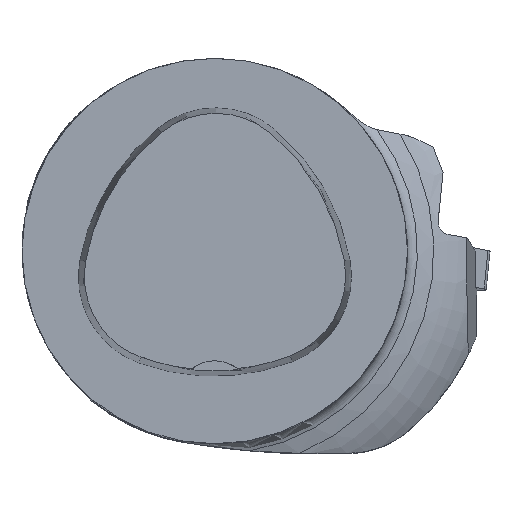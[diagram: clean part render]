
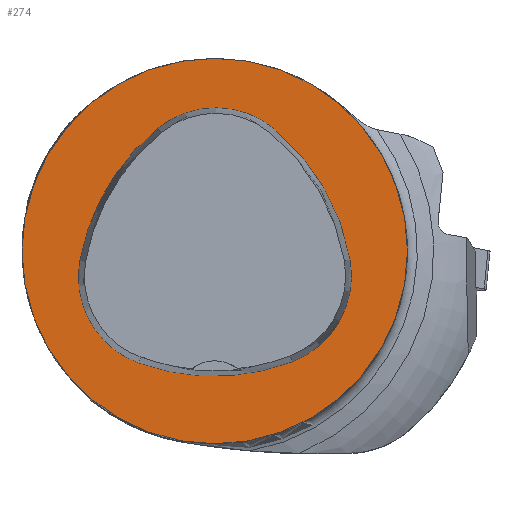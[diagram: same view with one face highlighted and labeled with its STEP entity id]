
A CAD part, top view. The second image highlights one B-rep face of the part: STEP entity #274.
In plain terms, the highlighted planar face has unit normal (0, 0, 1).
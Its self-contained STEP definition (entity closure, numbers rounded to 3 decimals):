
#106=FACE_BOUND('',#490,.T.);
#107=FACE_BOUND('',#491,.T.);
#175=CIRCLE('',#1728,31.5);
#188=CIRCLE('',#1768,36.);
#190=CIRCLE('',#1771,15.);
#192=CIRCLE('',#1774,36.);
#194=CIRCLE('',#1777,15.);
#198=CIRCLE('',#1782,36.);
#200=CIRCLE('',#1785,15.);
#274=ADVANCED_FACE('',(#106,#107),#324,.T.);
#324=PLANE('',#1790);
#490=EDGE_LOOP('',(#910,#911,#912,#913,#914,#915));
#491=EDGE_LOOP('',(#916));
#910=ORIENTED_EDGE('',*,*,#1326,.T.);
#911=ORIENTED_EDGE('',*,*,#1306,.T.);
#912=ORIENTED_EDGE('',*,*,#1310,.T.);
#913=ORIENTED_EDGE('',*,*,#1313,.T.);
#914=ORIENTED_EDGE('',*,*,#1316,.T.);
#915=ORIENTED_EDGE('',*,*,#1324,.T.);
#916=ORIENTED_EDGE('',*,*,#1280,.F.);
#1102=VERTEX_POINT('',#2671);
#1115=VERTEX_POINT('',#2733);
#1116=VERTEX_POINT('',#2734);
#1119=VERTEX_POINT('',#2742);
#1121=VERTEX_POINT('',#2748);
#1123=VERTEX_POINT('',#2754);
#1130=VERTEX_POINT('',#2775);
#1280=EDGE_CURVE('',#1102,#1102,#175,.T.);
#1306=EDGE_CURVE('',#1115,#1116,#188,.T.);
#1310=EDGE_CURVE('',#1116,#1119,#190,.T.);
#1313=EDGE_CURVE('',#1119,#1121,#192,.T.);
#1316=EDGE_CURVE('',#1121,#1123,#194,.T.);
#1324=EDGE_CURVE('',#1123,#1130,#198,.T.);
#1326=EDGE_CURVE('',#1130,#1115,#200,.T.);
#1728=AXIS2_PLACEMENT_3D('',#2670,#2047,#2048);
#1768=AXIS2_PLACEMENT_3D('',#2732,#2136,#2137);
#1771=AXIS2_PLACEMENT_3D('',#2741,#2144,#2145);
#1774=AXIS2_PLACEMENT_3D('',#2747,#2151,#2152);
#1777=AXIS2_PLACEMENT_3D('',#2753,#2158,#2159);
#1782=AXIS2_PLACEMENT_3D('',#2776,#2170,#2171);
#1785=AXIS2_PLACEMENT_3D('',#2779,#2176,#2177);
#1790=AXIS2_PLACEMENT_3D('',#2784,#2186,#2187);
#2047=DIRECTION('',(0.,0.,-1.));
#2048=DIRECTION('',(-1.,0.,0.));
#2136=DIRECTION('',(0.,0.,-1.));
#2137=DIRECTION('',(-1.,0.,0.));
#2144=DIRECTION('',(0.,0.,-1.));
#2145=DIRECTION('',(-1.,0.,0.));
#2151=DIRECTION('',(0.,0.,-1.));
#2152=DIRECTION('',(-1.,0.,0.));
#2158=DIRECTION('',(0.,0.,-1.));
#2159=DIRECTION('',(-1.,0.,0.));
#2170=DIRECTION('',(0.,0.,-1.));
#2171=DIRECTION('',(-1.,0.,0.));
#2176=DIRECTION('',(0.,0.,-1.));
#2177=DIRECTION('',(-1.,0.,0.));
#2186=DIRECTION('',(0.,0.,1.));
#2187=DIRECTION('',(1.,0.,0.));
#2670=CARTESIAN_POINT('',(0.,0.,0.));
#2671=CARTESIAN_POINT('',(-31.5,0.,0.));
#2732=CARTESIAN_POINT('',(13.398,-7.893,0.));
#2733=CARTESIAN_POINT('',(-22.041,-1.562,0.));
#2734=CARTESIAN_POINT('',(-9.317,20.036,0.));
#2741=CARTESIAN_POINT('',(0.148,8.399,0.));
#2742=CARTESIAN_POINT('',(9.779,19.898,0.));
#2747=CARTESIAN_POINT('',(-13.337,-7.7,0.));
#2748=CARTESIAN_POINT('',(22.122,-1.48,0.));
#2753=CARTESIAN_POINT('',(7.347,-4.071,0.));
#2754=CARTESIAN_POINT('',(12.693,-18.087,0.));
#2775=CARTESIAN_POINT('',(-12.373,-18.307,0.));
#2776=CARTESIAN_POINT('',(-0.137,15.55,0.));
#2779=CARTESIAN_POINT('',(-7.275,-4.2,0.));
#2784=CARTESIAN_POINT('',(0.,0.,0.));
